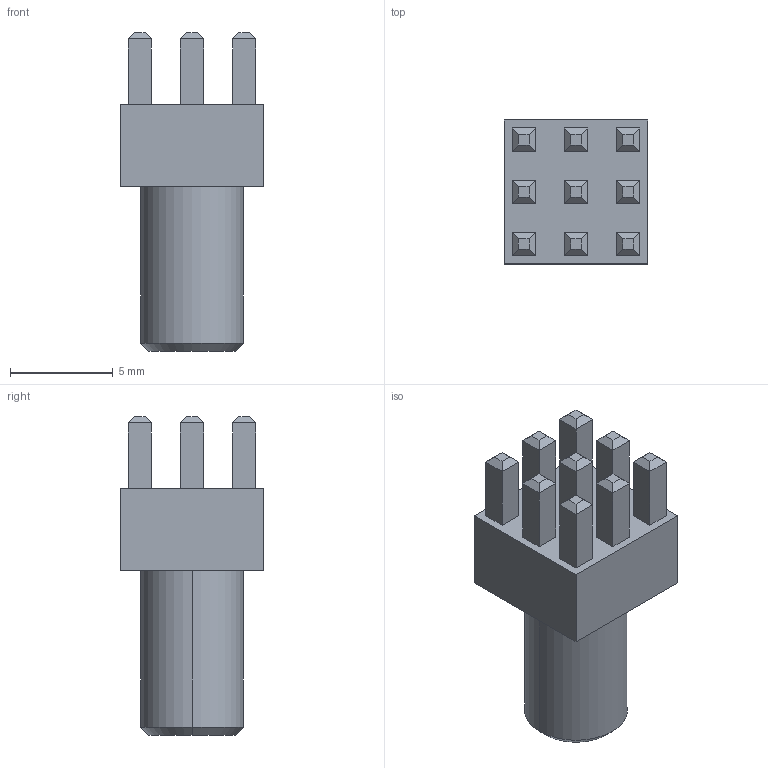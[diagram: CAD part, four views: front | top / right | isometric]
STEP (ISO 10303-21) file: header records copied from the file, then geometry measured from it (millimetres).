
FILE_DESCRIPTION (( 'STEP AP203' ), '1' );
FILE_NAME ('93648-A.STEP', '2013-12-17T18:27:16', ( 'Hajo' ), ( 'Microsoft' ), 'SwSTEP 2.0', 'SolidWorks 2011', '' );
FILE_SCHEMA (( 'CONFIG_CONTROL_DESIGN' ));
Length unit declared in the file: millimetre
Products named in the file (1): 93648-A
Bounding box: 7 x 7 x 15.5 mm (x, y, z)
Volume: 390.6 mm3; surface area: 465.7 mm2
Topology: 1 solids, 1 shells, 92 faces, 202 edges, 122 vertices
Faces by surface type: plane 88, cone 2, cylinder 2
Entity records: 2505 total; most frequent: CARTESIAN_POINT 417, ORIENTED_EDGE 404, DIRECTION 394, EDGE_CURVE 202, LINE 196, VECTOR 196, VERTEX_POINT 122, EDGE_LOOP 102
